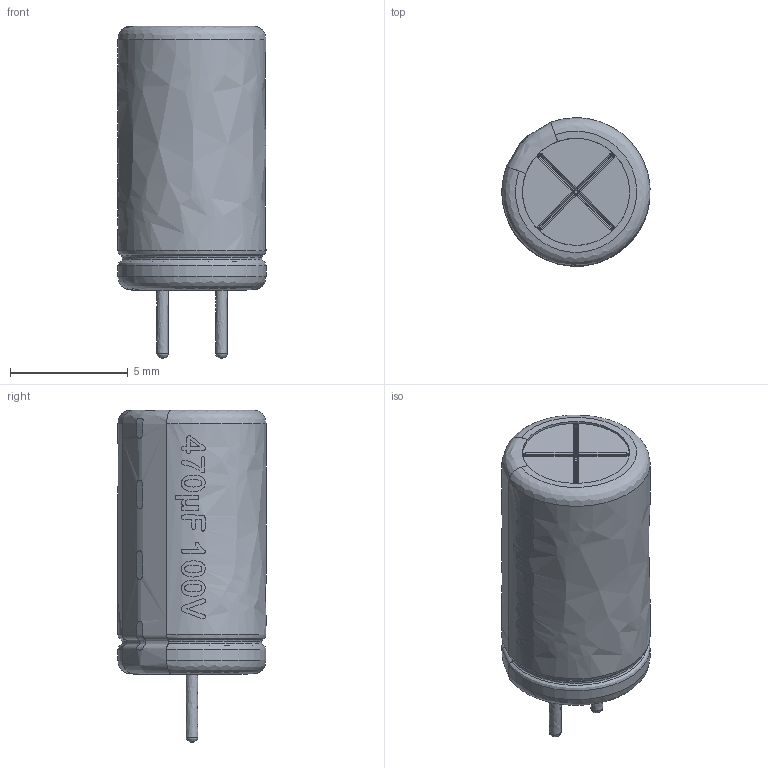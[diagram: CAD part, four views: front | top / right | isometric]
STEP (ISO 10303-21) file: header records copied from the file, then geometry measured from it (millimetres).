
FILE_DESCRIPTION(/* description */ (''),/* implementation_level */ '2;1');
FILE_NAME(/* name */ 'Aluminum Electrolytic Capacitor D6,3mm H11,0mm P2,5mm LD 0,5mm',/* time_stamp */ '2020-04-26T17:46:15+02:00',/* author */ (''),/* organization */ (''),/* preprocessor_version */ 'ST-DEVELOPER v16.5',/* originating_system */ '',/* authorisation */ '');
FILE_SCHEMA (('AUTOMOTIVE_DESIGN'));
Length unit declared in the file: millimetre
Products named in the file (1): Document
Bounding box: 6.3 x 6.3 x 14.11 mm (x, y, z)
Surface area: 554.9 mm2 (no closed solid volume)
Topology: 0 solids, 31 shells, 150 faces, 456 edges, 337 vertices
Faces by surface type: bspline 118, plane 32
Entity records: 8504 total; most frequent: CARTESIAN_POINT 5871, ORIENTED_EDGE 684, EDGE_CURVE 456, VERTEX_POINT 337, B_SPLINE_CURVE_WITH_KNOTS 188, EDGE_LOOP 179, ADVANCED_FACE 150, FACE_OUTER_BOUND 150
